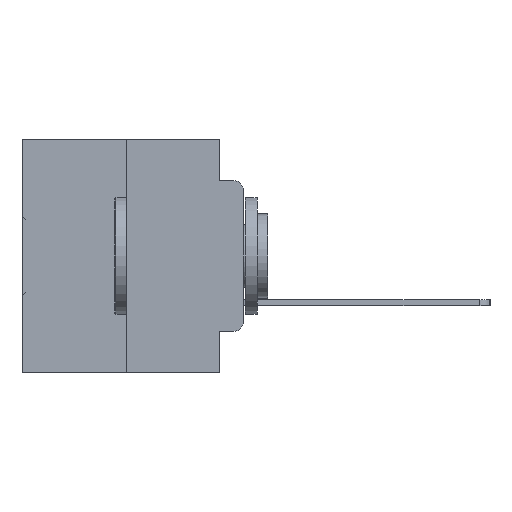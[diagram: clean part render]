
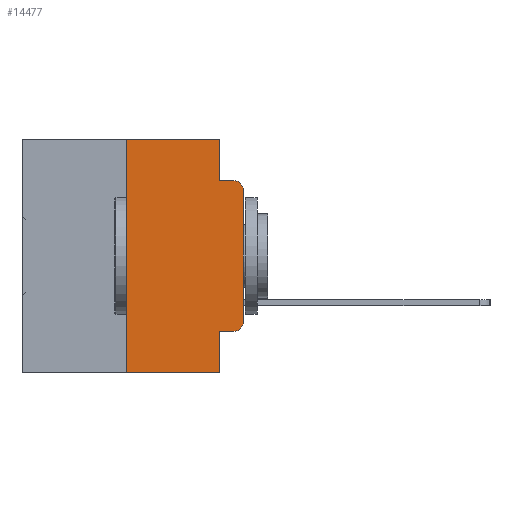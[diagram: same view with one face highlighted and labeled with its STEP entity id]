
A CAD part, left-side view. The second image highlights one B-rep face of the part: STEP entity #14477.
In plain terms, the highlighted planar face has unit normal (-1, 0, 0).
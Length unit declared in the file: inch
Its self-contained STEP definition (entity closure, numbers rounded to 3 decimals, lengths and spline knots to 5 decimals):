
#373 = VECTOR ( 'NONE', #31859, 39.37008 ) ;
#1297 = DIRECTION ( 'NONE',  ( 0., -1., 0. ) ) ;
#1660 = ORIENTED_EDGE ( 'NONE', *, *, #15642, .T. ) ;
#1763 = CARTESIAN_POINT ( 'NONE',  ( 0., 0.051, -0.5 ) ) ;
#2282 = DIRECTION ( 'NONE',  ( -1., 0., 0. ) ) ;
#2344 = CARTESIAN_POINT ( 'NONE',  ( 0., 0.473, -0.5 ) ) ;
#2576 = CARTESIAN_POINT ( 'NONE',  ( 0., 0.25, 0. ) ) ;
#3118 = CARTESIAN_POINT ( 'NONE',  ( 0., 0.051, -0.0885 ) ) ;
#3123 = CIRCLE ( 'NONE', #32223, 0.02 ) ;
#3927 = VECTOR ( 'NONE', #35303, 39.37008 ) ;
#4509 = ORIENTED_EDGE ( 'NONE', *, *, #32311, .F. ) ;
#4942 = ORIENTED_EDGE ( 'NONE', *, *, #9723, .T. ) ;
#4947 = DIRECTION ( 'NONE',  ( 0., -1., 0. ) ) ;
#4971 = DIRECTION ( 'NONE',  ( 0., -1., 0. ) ) ;
#5014 = DIRECTION ( 'NONE',  ( 0., 0., -1. ) ) ;
#5522 = VERTEX_POINT ( 'NONE', #6010 ) ;
#5842 = ORIENTED_EDGE ( 'NONE', *, *, #34115, .F. ) ;
#6010 = CARTESIAN_POINT ( 'NONE',  ( 0., 0.25, 0. ) ) ;
#6018 = EDGE_CURVE ( 'NONE', #28803, #31948, #11377, .T. ) ;
#6079 = VERTEX_POINT ( 'NONE', #29661 ) ;
#6648 = LINE ( 'NONE', #34917, #13901 ) ;
#7864 = EDGE_CURVE ( 'NONE', #29649, #31948, #3123, .T. ) ;
#7939 = CARTESIAN_POINT ( 'NONE',  ( 0., 0.473, 0. ) ) ;
#8172 = ORIENTED_EDGE ( 'NONE', *, *, #6018, .F. ) ;
#8743 = CARTESIAN_POINT ( 'NONE',  ( 0., 0.25, -0.5 ) ) ;
#9122 = VERTEX_POINT ( 'NONE', #23588 ) ;
#9381 = VECTOR ( 'NONE', #15943, 39.37008 ) ;
#9723 = EDGE_CURVE ( 'NONE', #9122, #29649, #22214, .T. ) ;
#9812 = LINE ( 'NONE', #2344, #17043 ) ;
#10379 = LINE ( 'NONE', #11807, #24081 ) ;
#10551 = PLANE ( 'NONE',  #32383 ) ;
#11035 = ORIENTED_EDGE ( 'NONE', *, *, #21359, .T. ) ;
#11062 = LINE ( 'NONE', #13205, #9381 ) ;
#11377 = LINE ( 'NONE', #18578, #17800 ) ;
#11807 = CARTESIAN_POINT ( 'NONE',  ( 0., 0.473, 0. ) ) ;
#11828 = VECTOR ( 'NONE', #1297, 39.37008 ) ;
#12080 = VERTEX_POINT ( 'NONE', #1763 ) ;
#13205 = CARTESIAN_POINT ( 'NONE',  ( 0., 0.051, 0. ) ) ;
#13901 = VECTOR ( 'NONE', #5014, 39.37008 ) ;
#14477 = ADVANCED_FACE ( 'NONE', ( #20130 ), #10551, .F. ) ;
#14539 = DIRECTION ( 'NONE',  ( 0., -1., 0. ) ) ;
#15642 = EDGE_CURVE ( 'NONE', #26326, #12080, #9812, .T. ) ;
#15943 = DIRECTION ( 'NONE',  ( 0., 0., -1. ) ) ;
#16147 = DIRECTION ( 'NONE',  ( 0., 0., -1. ) ) ;
#16166 = CARTESIAN_POINT ( 'NONE',  ( 0., 0.02, -0.1085 ) ) ;
#17043 = VECTOR ( 'NONE', #4971, 39.37008 ) ;
#17700 = CARTESIAN_POINT ( 'NONE',  ( 0., 0.051, -0.4115 ) ) ;
#17800 = VECTOR ( 'NONE', #4947, 39.37008 ) ;
#18478 = LINE ( 'NONE', #2576, #3927 ) ;
#18578 = CARTESIAN_POINT ( 'NONE',  ( 0., 0.051, -0.0885 ) ) ;
#18660 = CARTESIAN_POINT ( 'NONE',  ( 0., 0.02, -0.3915 ) ) ;
#18930 = DIRECTION ( 'NONE',  ( 0., 0., -1. ) ) ;
#18999 = EDGE_LOOP ( 'NONE', ( #4942, #22233, #8172, #5842, #21426, #4509, #1660, #30310, #33861, #11035 ) ) ;
#20130 = FACE_OUTER_BOUND ( 'NONE', #18999, .T. ) ;
#21359 = EDGE_CURVE ( 'NONE', #23559, #9122, #30253, .T. ) ;
#21415 = DIRECTION ( 'NONE',  ( 0., 0., -1. ) ) ;
#21426 = ORIENTED_EDGE ( 'NONE', *, *, #31911, .F. ) ;
#21584 = AXIS2_PLACEMENT_3D ( 'NONE', #18660, #2282, #21415 ) ;
#22214 = LINE ( 'NONE', #34667, #373 ) ;
#22233 = ORIENTED_EDGE ( 'NONE', *, *, #7864, .T. ) ;
#23214 = EDGE_CURVE ( 'NONE', #27854, #23559, #32725, .T. ) ;
#23559 = VERTEX_POINT ( 'NONE', #30535 ) ;
#23588 = CARTESIAN_POINT ( 'NONE',  ( 0., 0., -0.3915 ) ) ;
#24081 = VECTOR ( 'NONE', #14539, 39.37008 ) ;
#26326 = VERTEX_POINT ( 'NONE', #8743 ) ;
#26480 = CARTESIAN_POINT ( 'NONE',  ( 0., 0.051, -0.4115 ) ) ;
#27854 = VERTEX_POINT ( 'NONE', #26480 ) ;
#28803 = VERTEX_POINT ( 'NONE', #3118 ) ;
#29649 = VERTEX_POINT ( 'NONE', #31229 ) ;
#29661 = CARTESIAN_POINT ( 'NONE',  ( 0., 0.051, 0. ) ) ;
#30253 = CIRCLE ( 'NONE', #21584, 0.02 ) ;
#30310 = ORIENTED_EDGE ( 'NONE', *, *, #30486, .F. ) ;
#30486 = EDGE_CURVE ( 'NONE', #27854, #12080, #6648, .T. ) ;
#30535 = CARTESIAN_POINT ( 'NONE',  ( 0., 0.02, -0.4115 ) ) ;
#31014 = CARTESIAN_POINT ( 'NONE',  ( 0., 0.02, -0.0885 ) ) ;
#31229 = CARTESIAN_POINT ( 'NONE',  ( 0., 0., -0.1085 ) ) ;
#31859 = DIRECTION ( 'NONE',  ( 0., 0., 1. ) ) ;
#31911 = EDGE_CURVE ( 'NONE', #5522, #6079, #10379, .T. ) ;
#31948 = VERTEX_POINT ( 'NONE', #31014 ) ;
#32223 = AXIS2_PLACEMENT_3D ( 'NONE', #16166, #35176, #18930 ) ;
#32311 = EDGE_CURVE ( 'NONE', #26326, #5522, #18478, .T. ) ;
#32383 = AXIS2_PLACEMENT_3D ( 'NONE', #7939, #32509, #16147 ) ;
#32509 = DIRECTION ( 'NONE',  ( 1., 0., 0. ) ) ;
#32725 = LINE ( 'NONE', #17700, #11828 ) ;
#33861 = ORIENTED_EDGE ( 'NONE', *, *, #23214, .T. ) ;
#34115 = EDGE_CURVE ( 'NONE', #6079, #28803, #11062, .T. ) ;
#34667 = CARTESIAN_POINT ( 'NONE',  ( 0., 0., 0. ) ) ;
#34917 = CARTESIAN_POINT ( 'NONE',  ( 0., 0.051, 0. ) ) ;
#35176 = DIRECTION ( 'NONE',  ( -1., 0., 0. ) ) ;
#35303 = DIRECTION ( 'NONE',  ( 0., 0., 1. ) ) ;
